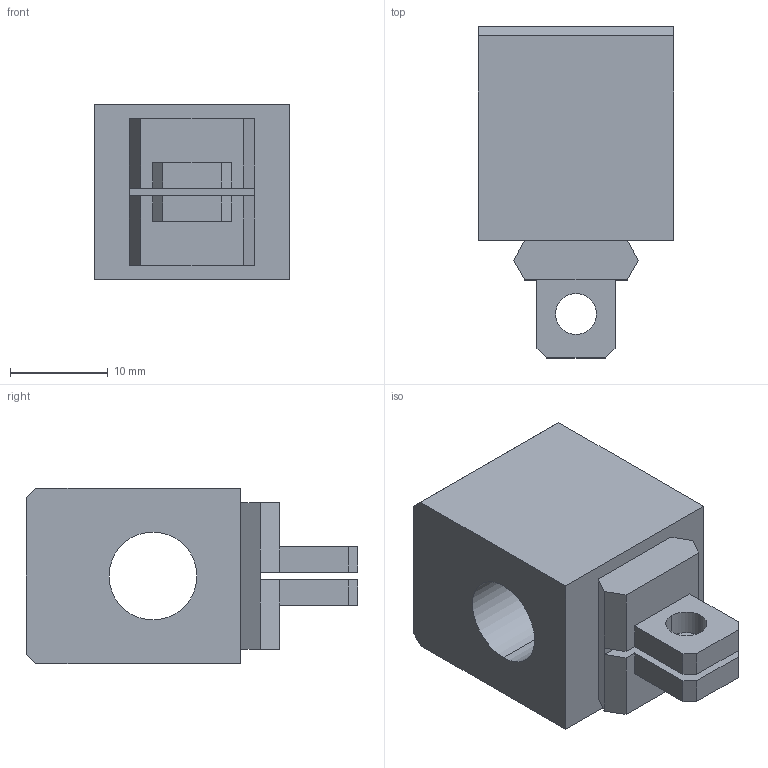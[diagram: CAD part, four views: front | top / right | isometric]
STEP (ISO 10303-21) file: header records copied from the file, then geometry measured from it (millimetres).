
FILE_DESCRIPTION (( 'STEP AP214' ), '1' );
FILE_NAME ('rear sight aperture holder.STEP', '2023-08-18T03:17:08', ( '' ), ( '' ), 'SwSTEP 2.0', 'SolidWorks 2019', '' );
FILE_SCHEMA (( 'AUTOMOTIVE_DESIGN' ));
Length unit declared in the file: millimetre
Products named in the file (1): rear sight aperture holder
Bounding box: 20 x 34 x 18 mm (x, y, z)
Volume: 7108.3 mm3; surface area: 3733 mm2
Topology: 1 solids, 1 shells, 44 faces, 116 edges, 76 vertices
Faces by surface type: plane 34, cylinder 10
Entity records: 1486 total; most frequent: CARTESIAN_POINT 237, ORIENTED_EDGE 232, DIRECTION 226, EDGE_CURVE 116, VECTOR 96, LINE 96, VERTEX_POINT 76, AXIS2_PLACEMENT_3D 65
